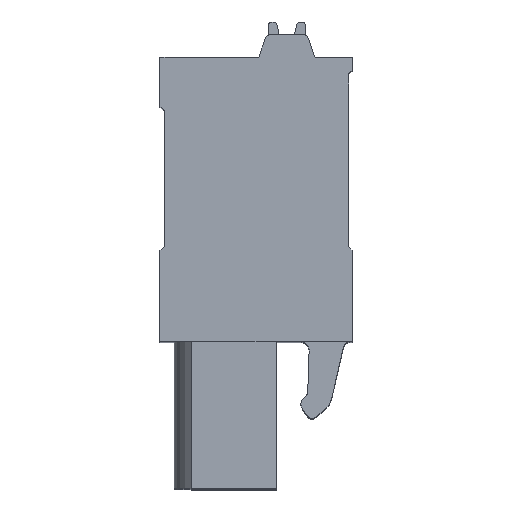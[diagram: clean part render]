
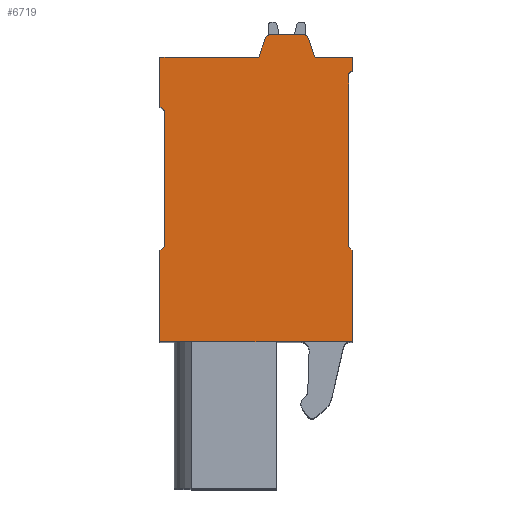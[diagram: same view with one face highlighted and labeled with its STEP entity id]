
A CAD part, top view. The second image highlights one B-rep face of the part: STEP entity #6719.
In plain terms, the highlighted planar face has unit normal (0, 0, 1).
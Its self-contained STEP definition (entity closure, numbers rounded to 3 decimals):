
#79=DIRECTION('',(1.,0.,0.));
#80=VECTOR('',#79,10.9);
#81=CARTESIAN_POINT('',(2.897,12.335,2.54));
#82=LINE('',#81,#80);
#896=DIRECTION('',(0.,-1.,0.));
#897=VECTOR('',#896,5.2);
#898=CARTESIAN_POINT('',(2.897,17.535,2.54));
#899=LINE('',#898,#897);
#900=DIRECTION('',(-0.781,-0.625,0.));
#901=VECTOR('',#900,0.32);
#902=CARTESIAN_POINT('',(3.147,17.735,2.54));
#903=LINE('',#902,#901);
#904=DIRECTION('',(0.,-1.,0.));
#905=VECTOR('',#904,7.75);
#906=CARTESIAN_POINT('',(3.147,25.485,2.54));
#907=LINE('',#906,#905);
#908=DIRECTION('',(0.781,-0.625,0.));
#909=VECTOR('',#908,0.32);
#910=CARTESIAN_POINT('',(2.897,25.685,2.54));
#911=LINE('',#910,#909);
#912=DIRECTION('',(0.,-1.,0.));
#913=VECTOR('',#912,2.8);
#914=CARTESIAN_POINT('',(2.897,28.485,2.54));
#915=LINE('',#914,#913);
#916=DIRECTION('',(-1.,0.,0.));
#917=VECTOR('',#916,5.6);
#918=CARTESIAN_POINT('',(8.497,28.485,2.54));
#919=LINE('',#918,#917);
#920=DIRECTION('',(-0.342,-0.94,0.));
#921=VECTOR('',#920,1.173);
#922=CARTESIAN_POINT('',(8.899,29.588,2.54));
#923=LINE('',#922,#921);
#924=CARTESIAN_POINT('',(9.181,29.485,2.54));
#925=DIRECTION('',(0.,0.,1.));
#926=DIRECTION('',(0.,1.,0.));
#927=AXIS2_PLACEMENT_3D('',#924,#925,#926);
#929=DIRECTION('',(-1.,0.,0.));
#930=VECTOR('',#929,1.834);
#931=CARTESIAN_POINT('',(11.014,29.785,2.54));
#932=LINE('',#931,#930);
#933=CARTESIAN_POINT('',(11.014,29.485,2.54));
#934=DIRECTION('',(0.,0.,1.));
#935=DIRECTION('',(0.94,0.342,0.));
#936=AXIS2_PLACEMENT_3D('',#933,#934,#935);
#938=DIRECTION('',(-0.342,0.94,0.));
#939=VECTOR('',#938,1.173);
#940=CARTESIAN_POINT('',(11.697,28.485,2.54));
#941=LINE('',#940,#939);
#942=DIRECTION('',(-1.,0.,0.));
#943=VECTOR('',#942,2.1);
#944=CARTESIAN_POINT('',(13.797,28.485,2.54));
#945=LINE('',#944,#943);
#946=DIRECTION('',(0.,1.,0.));
#947=VECTOR('',#946,0.75);
#948=CARTESIAN_POINT('',(13.797,27.735,2.54));
#949=LINE('',#948,#947);
#950=DIRECTION('',(0.707,0.707,0.));
#951=VECTOR('',#950,0.283);
#952=CARTESIAN_POINT('',(13.597,27.535,2.54));
#953=LINE('',#952,#951);
#954=DIRECTION('',(0.,1.,0.));
#955=VECTOR('',#954,9.8);
#956=CARTESIAN_POINT('',(13.597,17.735,2.54));
#957=LINE('',#956,#955);
#958=DIRECTION('',(-0.707,0.707,0.));
#959=VECTOR('',#958,0.283);
#960=CARTESIAN_POINT('',(13.797,17.535,2.54));
#961=LINE('',#960,#959);
#962=DIRECTION('',(0.,1.,0.));
#963=VECTOR('',#962,5.2);
#964=CARTESIAN_POINT('',(13.797,12.335,2.54));
#965=LINE('',#964,#963);
#4599=CARTESIAN_POINT('',(2.897,28.485,2.54));
#4600=CARTESIAN_POINT('',(2.897,25.685,2.54));
#4601=VERTEX_POINT('',#4599);
#4602=VERTEX_POINT('',#4600);
#4603=CARTESIAN_POINT('',(3.147,25.485,2.54));
#4604=VERTEX_POINT('',#4603);
#4605=CARTESIAN_POINT('',(3.147,17.735,2.54));
#4606=VERTEX_POINT('',#4605);
#4607=CARTESIAN_POINT('',(2.897,17.535,2.54));
#4608=VERTEX_POINT('',#4607);
#4609=CARTESIAN_POINT('',(2.897,12.335,2.54));
#4610=VERTEX_POINT('',#4609);
#4611=CARTESIAN_POINT('',(13.797,12.335,2.54));
#4612=CARTESIAN_POINT('',(13.797,17.535,2.54));
#4613=VERTEX_POINT('',#4611);
#4614=VERTEX_POINT('',#4612);
#4615=CARTESIAN_POINT('',(13.597,17.735,2.54));
#4616=VERTEX_POINT('',#4615);
#4617=CARTESIAN_POINT('',(13.597,27.535,2.54));
#4618=VERTEX_POINT('',#4617);
#4619=CARTESIAN_POINT('',(13.797,27.735,2.54));
#4620=VERTEX_POINT('',#4619);
#4621=CARTESIAN_POINT('',(13.797,28.485,2.54));
#4622=VERTEX_POINT('',#4621);
#4623=CARTESIAN_POINT('',(11.697,28.485,2.54));
#4624=VERTEX_POINT('',#4623);
#4625=CARTESIAN_POINT('',(11.296,29.588,2.54));
#4626=VERTEX_POINT('',#4625);
#4627=CARTESIAN_POINT('',(11.014,29.785,2.54));
#4628=VERTEX_POINT('',#4627);
#4629=CARTESIAN_POINT('',(9.181,29.785,2.54));
#4630=VERTEX_POINT('',#4629);
#4631=CARTESIAN_POINT('',(8.899,29.588,2.54));
#4632=VERTEX_POINT('',#4631);
#4633=CARTESIAN_POINT('',(8.497,28.485,2.54));
#4634=VERTEX_POINT('',#4633);
#6686=CARTESIAN_POINT('',(0.,0.,2.54));
#6687=DIRECTION('',(0.,0.,1.));
#6688=DIRECTION('',(1.,0.,0.));
#6689=AXIS2_PLACEMENT_3D('',#6686,#6687,#6688);
#6690=PLANE('',#6689);
#6691=ORIENTED_EDGE('',*,*,#5991,.F.);
#6692=ORIENTED_EDGE('',*,*,#6084,.F.);
#6693=ORIENTED_EDGE('',*,*,#6098,.F.);
#6694=ORIENTED_EDGE('',*,*,#6112,.F.);
#6695=ORIENTED_EDGE('',*,*,#6126,.F.);
#6696=ORIENTED_EDGE('',*,*,#6140,.F.);
#6697=ORIENTED_EDGE('',*,*,#6168,.F.);
#6699=ORIENTED_EDGE('',*,*,#6698,.F.);
#6701=ORIENTED_EDGE('',*,*,#6700,.F.);
#6703=ORIENTED_EDGE('',*,*,#6702,.F.);
#6704=ORIENTED_EDGE('',*,*,#6575,.F.);
#6705=ORIENTED_EDGE('',*,*,#6439,.F.);
#6706=ORIENTED_EDGE('',*,*,#6160,.F.);
#6708=ORIENTED_EDGE('',*,*,#6707,.F.);
#6710=ORIENTED_EDGE('',*,*,#6709,.F.);
#6712=ORIENTED_EDGE('',*,*,#6711,.F.);
#6714=ORIENTED_EDGE('',*,*,#6713,.F.);
#6716=ORIENTED_EDGE('',*,*,#6715,.F.);
#6717=EDGE_LOOP('',(#6691,#6692,#6693,#6694,#6695,#6696,#6697,#6699,#6701,#6703,
#6704,#6705,#6706,#6708,#6710,#6712,#6714,#6716));
#6718=FACE_OUTER_BOUND('',#6717,.F.);
#6719=ADVANCED_FACE('',(#6718),#6690,.T.);
#928=CIRCLE('',#927,0.3);
#937=CIRCLE('',#936,0.3);
#5991=EDGE_CURVE('',#4610,#4613,#82,.T.);
#6084=EDGE_CURVE('',#4608,#4610,#899,.T.);
#6098=EDGE_CURVE('',#4606,#4608,#903,.T.);
#6112=EDGE_CURVE('',#4604,#4606,#907,.T.);
#6126=EDGE_CURVE('',#4602,#4604,#911,.T.);
#6140=EDGE_CURVE('',#4601,#4602,#915,.T.);
#6160=EDGE_CURVE('',#4622,#4624,#945,.T.);
#6168=EDGE_CURVE('',#4634,#4601,#919,.T.);
#6439=EDGE_CURVE('',#4624,#4626,#941,.T.);
#6575=EDGE_CURVE('',#4626,#4628,#937,.T.);
#6698=EDGE_CURVE('',#4632,#4634,#923,.T.);
#6700=EDGE_CURVE('',#4630,#4632,#928,.T.);
#6702=EDGE_CURVE('',#4628,#4630,#932,.T.);
#6707=EDGE_CURVE('',#4620,#4622,#949,.T.);
#6709=EDGE_CURVE('',#4618,#4620,#953,.T.);
#6711=EDGE_CURVE('',#4616,#4618,#957,.T.);
#6713=EDGE_CURVE('',#4614,#4616,#961,.T.);
#6715=EDGE_CURVE('',#4613,#4614,#965,.T.);
